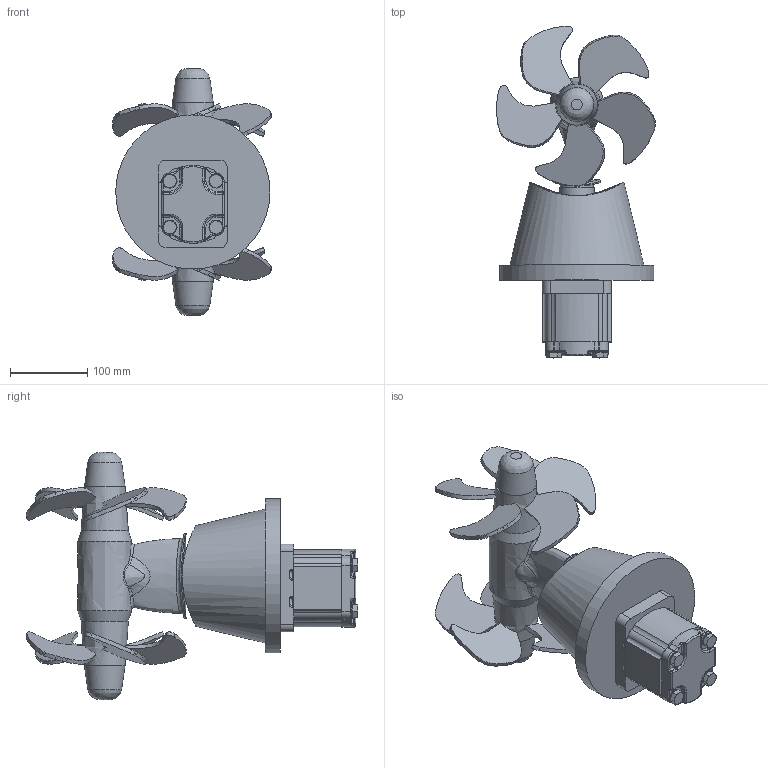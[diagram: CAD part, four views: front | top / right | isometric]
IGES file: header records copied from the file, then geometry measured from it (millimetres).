
Global section: file name: SH160-215T HYD; native system: Autodesk Inventor 2015; preprocessor: unknown; author: Elvira H.; date: 20151204.154058; units: millimetre
Bounding box: 206.16 x 430.43 x 320.71 mm (x, y, z)
Volume: 4399988.7 mm3; surface area: 327286.8 mm2
Topology: 1 solids, 1 shells, 460 faces, 1127 edges, 678 vertices
Faces by surface type: bspline 460
